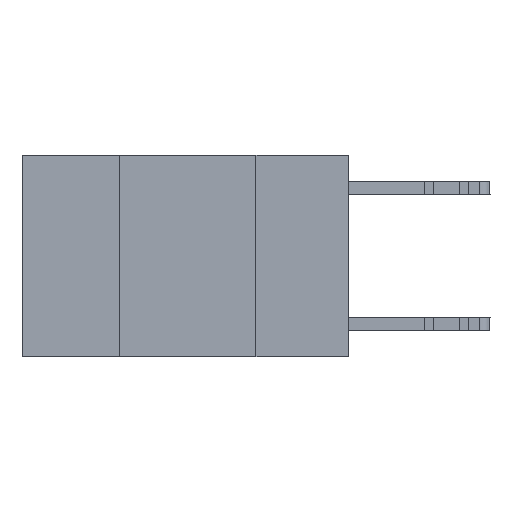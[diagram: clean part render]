
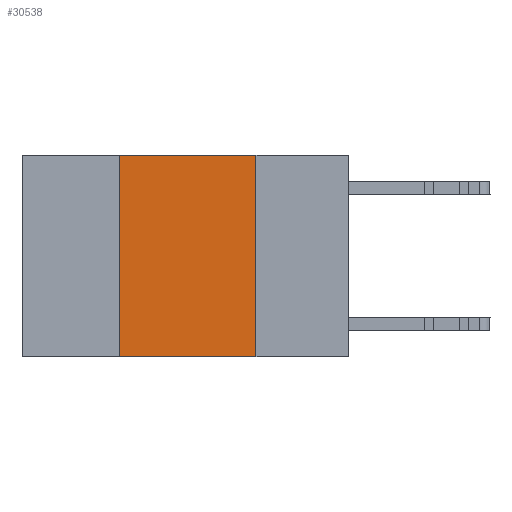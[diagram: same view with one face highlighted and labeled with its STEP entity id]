
A CAD part, left-side view. The second image highlights one B-rep face of the part: STEP entity #30538.
In plain terms, the highlighted planar face has unit normal (-1, 0, 0).
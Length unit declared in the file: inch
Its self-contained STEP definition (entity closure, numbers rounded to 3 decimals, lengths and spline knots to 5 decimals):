
#1091 = EDGE_CURVE ( 'NONE', #16168, #6916, #3740, .T. ) ;
#2333 = CARTESIAN_POINT ( 'NONE',  ( 0., 0.17, -0.37 ) ) ;
#3708 = VECTOR ( 'NONE', #7245, 39.37008 ) ;
#3740 = LINE ( 'NONE', #31626, #3708 ) ;
#5048 = CARTESIAN_POINT ( 'NONE',  ( 0., 0.6, 0. ) ) ;
#6540 = FACE_OUTER_BOUND ( 'NONE', #18795, .T. ) ;
#6916 = VERTEX_POINT ( 'NONE', #2333 ) ;
#7245 = DIRECTION ( 'NONE',  ( 0., -1., 0. ) ) ;
#7618 = DIRECTION ( 'NONE',  ( 0., 0., -1. ) ) ;
#9704 = VECTOR ( 'NONE', #28808, 39.37008 ) ;
#9891 = LINE ( 'NONE', #30016, #9704 ) ;
#11762 = CARTESIAN_POINT ( 'NONE',  ( 0., 0.42, -0.37 ) ) ;
#12007 = DIRECTION ( 'NONE',  ( 0., 0., -1. ) ) ;
#12345 = ORIENTED_EDGE ( 'NONE', *, *, #13196, .F. ) ;
#13196 = EDGE_CURVE ( 'NONE', #20746, #26019, #9891, .T. ) ;
#13760 = ORIENTED_EDGE ( 'NONE', *, *, #1091, .T. ) ;
#15538 = EDGE_CURVE ( 'NONE', #26019, #6916, #31088, .T. ) ;
#16168 = VERTEX_POINT ( 'NONE', #11762 ) ;
#18795 = EDGE_LOOP ( 'NONE', ( #24213, #12345, #28449, #13760 ) ) ;
#19258 = CARTESIAN_POINT ( 'NONE',  ( 0., 0.17, 0. ) ) ;
#20746 = VERTEX_POINT ( 'NONE', #30679 ) ;
#22224 = DIRECTION ( 'NONE',  ( 1., 0., 0. ) ) ;
#22515 = AXIS2_PLACEMENT_3D ( 'NONE', #5048, #22224, #7618 ) ;
#23985 = CARTESIAN_POINT ( 'NONE',  ( 0., 0.42, 0. ) ) ;
#24187 = CARTESIAN_POINT ( 'NONE',  ( 0., 0.17, 0. ) ) ;
#24213 = ORIENTED_EDGE ( 'NONE', *, *, #15538, .F. ) ;
#26019 = VERTEX_POINT ( 'NONE', #19258 ) ;
#26116 = VECTOR ( 'NONE', #26409, 39.37008 ) ;
#26409 = DIRECTION ( 'NONE',  ( 0., 0., 1. ) ) ;
#26844 = EDGE_CURVE ( 'NONE', #16168, #20746, #26867, .T. ) ;
#26867 = LINE ( 'NONE', #23985, #26116 ) ;
#28449 = ORIENTED_EDGE ( 'NONE', *, *, #26844, .F. ) ;
#28808 = DIRECTION ( 'NONE',  ( 0., -1., 0. ) ) ;
#29347 = PLANE ( 'NONE',  #22515 ) ;
#30016 = CARTESIAN_POINT ( 'NONE',  ( 0., 0.6, 0. ) ) ;
#30538 = ADVANCED_FACE ( 'NONE', ( #6540 ), #29347, .F. ) ;
#30679 = CARTESIAN_POINT ( 'NONE',  ( 0., 0.42, 0. ) ) ;
#31088 = LINE ( 'NONE', #24187, #31255 ) ;
#31255 = VECTOR ( 'NONE', #12007, 39.37008 ) ;
#31626 = CARTESIAN_POINT ( 'NONE',  ( 0., 0.6, -0.37 ) ) ;
